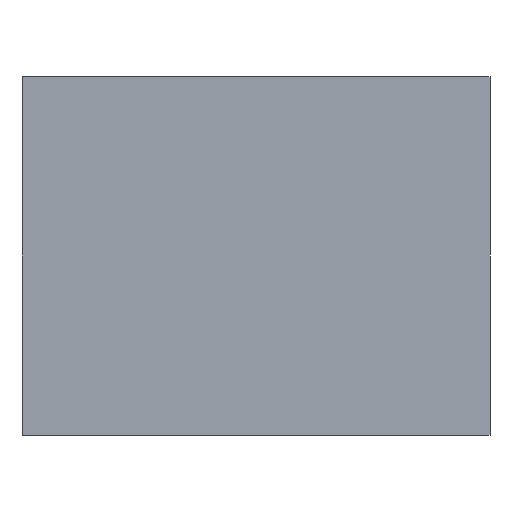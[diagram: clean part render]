
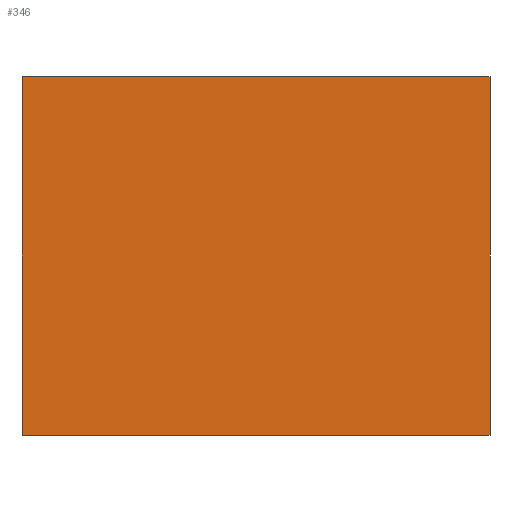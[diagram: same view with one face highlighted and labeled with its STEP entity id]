
A CAD part, front view. The second image highlights one B-rep face of the part: STEP entity #346.
In plain terms, the highlighted planar face has unit normal (0, -1, 0).
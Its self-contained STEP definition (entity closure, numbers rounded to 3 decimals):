
#22=FACE_OUTER_BOUND('',#39,.T.);
#39=EDGE_LOOP('',(#251,#252,#253,#254));
#64=LINE('',#503,#112);
#68=LINE('',#512,#116);
#70=LINE('',#515,#118);
#71=LINE('',#516,#119);
#112=VECTOR('',#413,10.);
#116=VECTOR('',#419,10.);
#118=VECTOR('',#423,10.);
#119=VECTOR('',#424,10.);
#157=VERTEX_POINT('',#500);
#158=VERTEX_POINT('',#502);
#161=VERTEX_POINT('',#509);
#162=VERTEX_POINT('',#511);
#192=EDGE_CURVE('',#158,#157,#64,.T.);
#196=EDGE_CURVE('',#162,#161,#68,.T.);
#198=EDGE_CURVE('',#157,#162,#70,.T.);
#199=EDGE_CURVE('',#161,#158,#71,.T.);
#251=ORIENTED_EDGE('',*,*,#198,.T.);
#252=ORIENTED_EDGE('',*,*,#196,.T.);
#253=ORIENTED_EDGE('',*,*,#199,.T.);
#254=ORIENTED_EDGE('',*,*,#192,.T.);
#329=PLANE('',#377);
#346=ADVANCED_FACE('',(#22),#329,.T.);
#377=AXIS2_PLACEMENT_3D('',#514,#421,#422);
#413=DIRECTION('',(0.,0.,1.));
#419=DIRECTION('',(0.,0.,-1.));
#421=DIRECTION('center_axis',(0.,-1.,0.));
#422=DIRECTION('ref_axis',(0.,0.,-1.));
#423=DIRECTION('',(-1.,0.,0.));
#424=DIRECTION('',(1.,0.,0.));
#500=CARTESIAN_POINT('',(-4.4,233.,145.6));
#502=CARTESIAN_POINT('',(-4.4,233.,80.4));
#503=CARTESIAN_POINT('',(-4.4,233.,80.4));
#509=CARTESIAN_POINT('',(-89.6,233.,80.4));
#511=CARTESIAN_POINT('',(-89.6,233.,145.6));
#512=CARTESIAN_POINT('',(-89.6,233.,145.6));
#514=CARTESIAN_POINT('Origin',(-47.,233.,113.));
#515=CARTESIAN_POINT('',(-4.4,233.,145.6));
#516=CARTESIAN_POINT('',(-89.6,233.,80.4));
